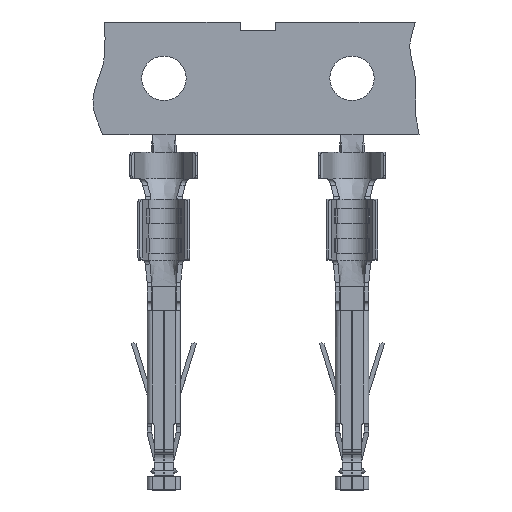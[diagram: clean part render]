
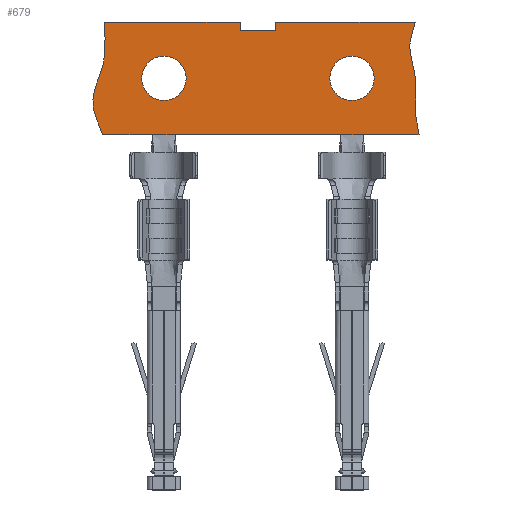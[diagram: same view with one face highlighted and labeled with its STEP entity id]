
A CAD part, top view. The second image highlights one B-rep face of the part: STEP entity #679.
In plain terms, the highlighted planar face has unit normal (0, 0, 1).
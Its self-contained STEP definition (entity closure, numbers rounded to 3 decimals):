
#679 = ADVANCED_FACE( '', ( #1920, #1921, #1922 ), #1923, .T. );
#1920 = FACE_OUTER_BOUND( '', #3728, .T. );
#1921 = FACE_BOUND( '', #3729, .T. );
#1922 = FACE_BOUND( '', #3730, .T. );
#1923 = PLANE( '', #3731 );
#3728 = EDGE_LOOP( '', ( #7983, #7984, #7985, #7986, #7987, #7988, #7989, #7990, #7991, #7992, #7993, #7994 ) );
#3729 = EDGE_LOOP( '', ( #7995 ) );
#3730 = EDGE_LOOP( '', ( #7996 ) );
#3731 = AXIS2_PLACEMENT_3D( '', #7997, #7998, #7999 );
#7983 = ORIENTED_EDGE( '', *, *, #13631, .F. );
#7984 = ORIENTED_EDGE( '', *, *, #13632, .T. );
#7985 = ORIENTED_EDGE( '', *, *, #13633, .T. );
#7986 = ORIENTED_EDGE( '', *, *, #13634, .T. );
#7987 = ORIENTED_EDGE( '', *, *, #13635, .T. );
#7988 = ORIENTED_EDGE( '', *, *, #13636, .T. );
#7989 = ORIENTED_EDGE( '', *, *, #13637, .F. );
#7990 = ORIENTED_EDGE( '', *, *, #13638, .T. );
#7991 = ORIENTED_EDGE( '', *, *, #13639, .T. );
#7992 = ORIENTED_EDGE( '', *, *, #13640, .T. );
#7993 = ORIENTED_EDGE( '', *, *, #13641, .T. );
#7994 = ORIENTED_EDGE( '', *, *, #13642, .T. );
#7995 = ORIENTED_EDGE( '', *, *, #13643, .T. );
#7996 = ORIENTED_EDGE( '', *, *, #13644, .T. );
#7997 = CARTESIAN_POINT( '', ( 0., 0., -0.925 ) );
#7998 = DIRECTION( '', ( 0., 0., 1. ) );
#7999 = DIRECTION( '', ( 1., 0., 0. ) );
#13631 = EDGE_CURVE( '', #16019, #16020, #16021, .T. );
#13632 = EDGE_CURVE( '', #16019, #16022, #16023, .T. );
#13633 = EDGE_CURVE( '', #16022, #16024, #16025, .T. );
#13634 = EDGE_CURVE( '', #16024, #16026, #16027, .T. );
#13635 = EDGE_CURVE( '', #16026, #16028, #16029, .T. );
#13636 = EDGE_CURVE( '', #16028, #16030, #16031, .T. );
#13637 = EDGE_CURVE( '', #16032, #16030, #16033, .T. );
#13638 = EDGE_CURVE( '', #16032, #16034, #16035, .T. );
#13639 = EDGE_CURVE( '', #16034, #16036, #16037, .T. );
#13640 = EDGE_CURVE( '', #16036, #16038, #16039, .T. );
#13641 = EDGE_CURVE( '', #16038, #16040, #16041, .T. );
#13642 = EDGE_CURVE( '', #16040, #16020, #16042, .T. );
#13643 = EDGE_CURVE( '', #16043, #16043, #16044, .T. );
#13644 = EDGE_CURVE( '', #16045, #16045, #16046, .T. );
#16019 = VERTEX_POINT( '', #19513 );
#16020 = VERTEX_POINT( '', #19514 );
#16021 = B_SPLINE_CURVE_WITH_KNOTS( '', 3, ( #19515, #19516, #19517, #19518, #19519, #19520, #19521 ), .UNSPECIFIED., .F., .F., ( 4, 1, 1, 1, 4 ), ( 0., 0.23, 0.484, 0.791, 1. ), .UNSPECIFIED. );
#16022 = VERTEX_POINT( '', #19522 );
#16023 = LINE( '', #19523, #19524 );
#16024 = VERTEX_POINT( '', #19525 );
#16025 = LINE( '', #19526, #19527 );
#16026 = VERTEX_POINT( '', #19528 );
#16027 = LINE( '', #19529, #19530 );
#16028 = VERTEX_POINT( '', #19531 );
#16029 = LINE( '', #19532, #19533 );
#16030 = VERTEX_POINT( '', #19534 );
#16031 = LINE( '', #19535, #19536 );
#16032 = VERTEX_POINT( '', #19537 );
#16033 = B_SPLINE_CURVE_WITH_KNOTS( '', 3, ( #19538, #19539, #19540, #19541, #19542, #19543 ), .UNSPECIFIED., .F., .F., ( 4, 1, 1, 4 ), ( 0., 0.327, 0.609, 1. ), .UNSPECIFIED. );
#16034 = VERTEX_POINT( '', #19544 );
#16035 = LINE( '', #19545, #19546 );
#16036 = VERTEX_POINT( '', #19547 );
#16037 = LINE( '', #19548, #19549 );
#16038 = VERTEX_POINT( '', #19550 );
#16039 = LINE( '', #19551, #19552 );
#16040 = VERTEX_POINT( '', #19553 );
#16041 = LINE( '', #19554, #19555 );
#16042 = LINE( '', #19556, #19557 );
#16043 = VERTEX_POINT( '', #19558 );
#16044 = CIRCLE( '', #19559, 0.75 );
#16045 = VERTEX_POINT( '', #19560 );
#16046 = CIRCLE( '', #19561, 0.75 );
#19513 = CARTESIAN_POINT( '', ( 2.133, 15.8, -0.925 ) );
#19514 = CARTESIAN_POINT( '', ( 2.262, 12., -0.925 ) );
#19515 = CARTESIAN_POINT( '', ( 2.133, 15.8, -0.925 ) );
#19516 = CARTESIAN_POINT( '', ( 2.036, 15.49, -0.925 ) );
#19517 = CARTESIAN_POINT( '', ( 1.84, 14.913, -0.925 ) );
#19518 = CARTESIAN_POINT( '', ( 2.248, 13.914, -0.925 ) );
#19519 = CARTESIAN_POINT( '', ( 2.062, 12.897, -0.925 ) );
#19520 = CARTESIAN_POINT( '', ( 2.205, 12.289, -0.925 ) );
#19521 = CARTESIAN_POINT( '', ( 2.262, 12., -0.925 ) );
#19522 = CARTESIAN_POINT( '', ( -2.575, 15.8, -0.925 ) );
#19523 = CARTESIAN_POINT( '', ( 2.575, 15.8, -0.925 ) );
#19524 = VECTOR( '', #25124, 1000. );
#19525 = CARTESIAN_POINT( '', ( -2.575, 15.5, -0.925 ) );
#19526 = CARTESIAN_POINT( '', ( -2.575, 15.8, -0.925 ) );
#19527 = VECTOR( '', #25125, 1000. );
#19528 = CARTESIAN_POINT( '', ( -3.775, 15.5, -0.925 ) );
#19529 = CARTESIAN_POINT( '', ( -2.575, 15.5, -0.925 ) );
#19530 = VECTOR( '', #25126, 1000. );
#19531 = CARTESIAN_POINT( '', ( -3.775, 15.8, -0.925 ) );
#19532 = CARTESIAN_POINT( '', ( -3.775, 15.5, -0.925 ) );
#19533 = VECTOR( '', #25127, 1000. );
#19534 = CARTESIAN_POINT( '', ( -8.357, 15.8, -0.925 ) );
#19535 = CARTESIAN_POINT( '', ( -3.775, 15.8, -0.925 ) );
#19536 = VECTOR( '', #25128, 1000. );
#19537 = CARTESIAN_POINT( '', ( -8.422, 12., -0.925 ) );
#19538 = CARTESIAN_POINT( '', ( -8.422, 12., -0.925 ) );
#19539 = CARTESIAN_POINT( '', ( -8.604, 12.43, -0.925 ) );
#19540 = CARTESIAN_POINT( '', ( -8.927, 13.172, -0.925 ) );
#19541 = CARTESIAN_POINT( '', ( -8.255, 14.422, -0.925 ) );
#19542 = CARTESIAN_POINT( '', ( -8.34, 15.243, -0.925 ) );
#19543 = CARTESIAN_POINT( '', ( -8.357, 15.8, -0.925 ) );
#19544 = CARTESIAN_POINT( '', ( -6.738, 12., -0.925 ) );
#19545 = CARTESIAN_POINT( '', ( -9.525, 12., -0.925 ) );
#19546 = VECTOR( '', #25129, 1000. );
#19547 = CARTESIAN_POINT( '', ( -5.963, 12., -0.925 ) );
#19548 = CARTESIAN_POINT( '', ( -6.738, 12., -0.925 ) );
#19549 = VECTOR( '', #25130, 1000. );
#19550 = CARTESIAN_POINT( '', ( -0.388, 12., -0.925 ) );
#19551 = CARTESIAN_POINT( '', ( -3.175, 12., -0.925 ) );
#19552 = VECTOR( '', #25131, 1000. );
#19553 = CARTESIAN_POINT( '', ( 0.388, 12., -0.925 ) );
#19554 = CARTESIAN_POINT( '', ( -0.388, 12., -0.925 ) );
#19555 = VECTOR( '', #25132, 1000. );
#19556 = CARTESIAN_POINT( '', ( -3.175, 12., -0.925 ) );
#19557 = VECTOR( '', #25133, 1000. );
#19558 = CARTESIAN_POINT( '', ( 0.75, 13.9, -0.925 ) );
#19559 = AXIS2_PLACEMENT_3D( '', #25134, #25135, #25136 );
#19560 = CARTESIAN_POINT( '', ( -7.1, 13.9, -0.925 ) );
#19561 = AXIS2_PLACEMENT_3D( '', #25137, #25138, #25139 );
#25124 = DIRECTION( '', ( -1., 0., 0. ) );
#25125 = DIRECTION( '', ( 0., -1., 0. ) );
#25126 = DIRECTION( '', ( -1., 0., 0. ) );
#25127 = DIRECTION( '', ( 0., 1., 0. ) );
#25128 = DIRECTION( '', ( -1., 0., 0. ) );
#25129 = DIRECTION( '', ( 1., 0., 0. ) );
#25130 = DIRECTION( '', ( 1., 0., 0. ) );
#25131 = DIRECTION( '', ( 1., 0., 0. ) );
#25132 = DIRECTION( '', ( 1., 0., 0. ) );
#25133 = DIRECTION( '', ( 1., 0., 0. ) );
#25134 = CARTESIAN_POINT( '', ( 0., 13.9, -0.925 ) );
#25135 = DIRECTION( '', ( 0., 0., -1. ) );
#25136 = DIRECTION( '', ( 1., 0., 0. ) );
#25137 = CARTESIAN_POINT( '', ( -6.35, 13.9, -0.925 ) );
#25138 = DIRECTION( '', ( 0., 0., -1. ) );
#25139 = DIRECTION( '', ( -1., 0., 0. ) );
